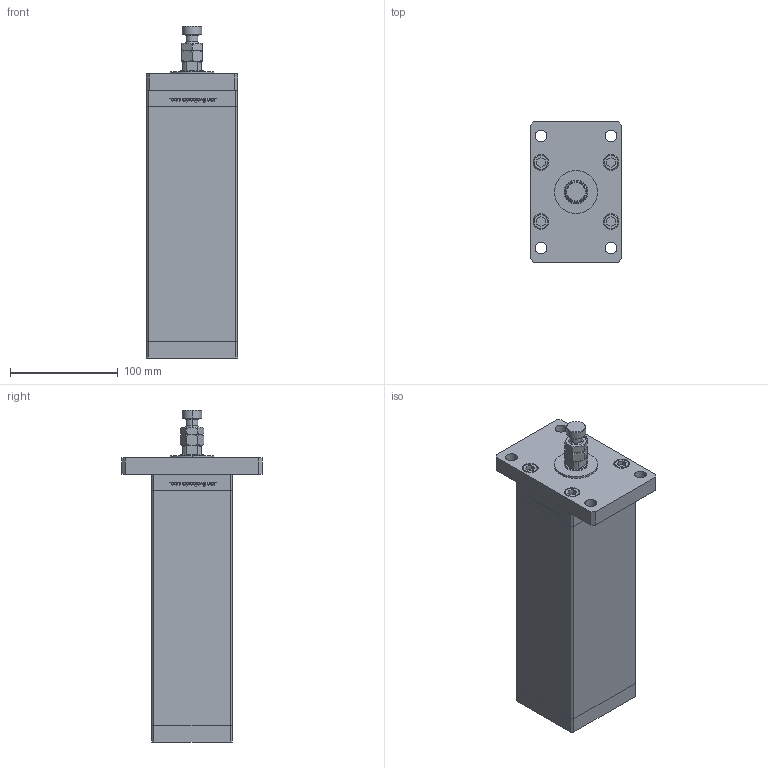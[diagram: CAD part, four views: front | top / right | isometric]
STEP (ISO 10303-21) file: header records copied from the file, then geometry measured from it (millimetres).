
FILE_DESCRIPTION (( 'STEP AP203' ), '1' );
FILE_NAME ('5833.STEP', '2025-10-10T07:49:54', ( '' ), ( '' ), 'SwSTEP 2.0', 'SolidWorks 2019', '' );
FILE_SCHEMA (( 'CONFIG_CONTROL_DESIGN' ));
Length unit declared in the file: millimetre
Products named in the file (8): V220C BACK_F e27b9333e9db720a98009b024f55691d; V220C_FRONT_F e27b9333e9db720a98009b024f55691d; V220C_F_MIDDLE e27b9333e9db720a98009b024f55691d; V220C_F e27b9333e9db720a98009b024f55691d; ALLEN BOLT e27b9333e9db720a98009b024f55691d; 5833; V220C_VC_F e27b9333e9db720a98009b024f55691d; MFA e27b9333e9db720a98009b024f55691d
Assembly tree (20 placements, depth 2):
  5833
    V220C BACK_F e27b9333e9db720a98009b024f55691d
    V220C_F_MIDDLE e27b9333e9db720a98009b024f55691d
    V220C_FRONT_F e27b9333e9db720a98009b024f55691d
    V220C_F e27b9333e9db720a98009b024f55691d
    ALLEN BOLT e27b9333e9db720a98009b024f55691d  x14
    V220C_VC_F e27b9333e9db720a98009b024f55691d
    MFA e27b9333e9db720a98009b024f55691d
Bounding box: 85 x 130 x 308 mm (x, y, z)
Volume: 1544091.5 mm3; surface area: 238953.3 mm2
Topology: 20 solids, 20 shells, 1360 faces, 3343 edges, 2173 vertices
Faces by surface type: plane 531, bspline 484, cylinder 191, cone 90, torus 64
Entity records: 55269 total; most frequent: CARTESIAN_POINT 31013, ORIENTED_EDGE 5486, DIRECTION 3269, EDGE_CURVE 2743, VERTEX_POINT 1809, VECTOR 1387, LINE 1387, EDGE_LOOP 1262
